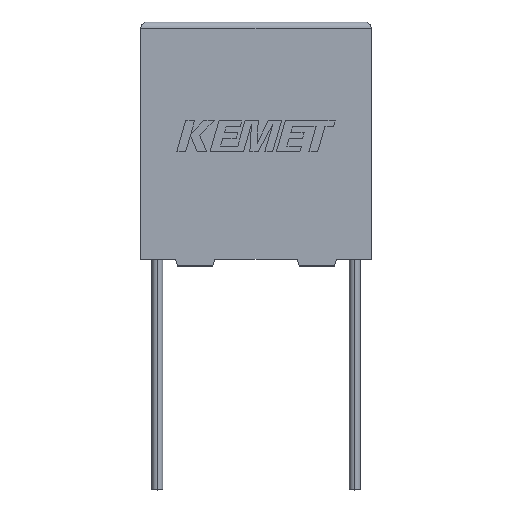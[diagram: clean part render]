
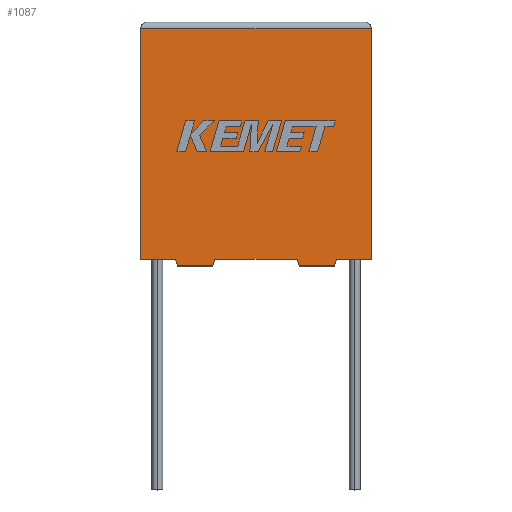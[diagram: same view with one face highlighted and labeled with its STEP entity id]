
A CAD part, top view. The second image highlights one B-rep face of the part: STEP entity #1087.
In plain terms, the highlighted planar face has unit normal (0, 0, 1).
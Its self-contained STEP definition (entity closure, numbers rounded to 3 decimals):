
#9 = LINE ( 'NONE', #1801, #2595 ) ;
#21 = AXIS2_PLACEMENT_3D ( 'NONE', #1308, #3079, #2339 ) ;
#87 = EDGE_CURVE ( 'NONE', #606, #435, #1572, .T. ) ;
#137 = CARTESIAN_POINT ( 'NONE',  ( 11.873, 0., 10.5 ) ) ;
#150 = DIRECTION ( 'NONE',  ( -0.287, -0.958, 0. ) ) ;
#220 = EDGE_CURVE ( 'NONE', #2954, #1763, #1117, .T. ) ;
#231 = EDGE_CURVE ( 'NONE', #3172, #1958, #2756, .T. ) ;
#248 = ORIENTED_EDGE ( 'NONE', *, *, #1807, .T. ) ;
#344 = DIRECTION ( 'NONE',  ( -1., 0., 0. ) ) ;
#374 = EDGE_CURVE ( 'NONE', #435, #2289, #9, .T. ) ;
#388 = CARTESIAN_POINT ( 'NONE',  ( 14.7, -0.5, 10.5 ) ) ;
#435 = VERTEX_POINT ( 'NONE', #3041 ) ;
#541 = VECTOR ( 'NONE', #344, 1000. ) ;
#558 = VECTOR ( 'NONE', #1987, 1000. ) ;
#602 = CARTESIAN_POINT ( 'NONE',  ( 14.7, -0.5, 10.5 ) ) ;
#606 = VERTEX_POINT ( 'NONE', #388 ) ;
#622 = LINE ( 'NONE', #3147, #704 ) ;
#627 = VECTOR ( 'NONE', #1095, 1000. ) ;
#635 = VERTEX_POINT ( 'NONE', #3141 ) ;
#643 = CARTESIAN_POINT ( 'NONE',  ( 17.5, 0., 10.5 ) ) ;
#678 = EDGE_CURVE ( 'NONE', #1763, #2556, #1685, .T. ) ;
#704 = VECTOR ( 'NONE', #1648, 1000. ) ;
#709 = DIRECTION ( 'NONE',  ( 0., -1., 0. ) ) ;
#715 = EDGE_CURVE ( 'NONE', #2954, #606, #2037, .T. ) ;
#745 = VECTOR ( 'NONE', #2374, 1000. ) ;
#761 = EDGE_CURVE ( 'NONE', #2514, #2751, #1830, .T. ) ;
#876 = DIRECTION ( 'NONE',  ( -1., 0., 0. ) ) ;
#885 = ORIENTED_EDGE ( 'NONE', *, *, #87, .F. ) ;
#906 = CARTESIAN_POINT ( 'NONE',  ( 0., 0., 10.5 ) ) ;
#914 = CARTESIAN_POINT ( 'NONE',  ( 17.5, 0., 10.5 ) ) ;
#930 = CARTESIAN_POINT ( 'NONE',  ( 2.8, -0.5, 10.5 ) ) ;
#1037 = VECTOR ( 'NONE', #1390, 1000. ) ;
#1087 = ADVANCED_FACE ( 'NONE', ( #2033 ), #2806, .F. ) ;
#1095 = DIRECTION ( 'NONE',  ( 1., 0., 0. ) ) ;
#1117 = LINE ( 'NONE', #906, #1650 ) ;
#1165 = CARTESIAN_POINT ( 'NONE',  ( 0., 0., 10.5 ) ) ;
#1173 = CARTESIAN_POINT ( 'NONE',  ( 14.85, 0., 10.5 ) ) ;
#1176 = EDGE_CURVE ( 'NONE', #2556, #2514, #2269, .T. ) ;
#1256 = CARTESIAN_POINT ( 'NONE',  ( 2.65, 0., 10.5 ) ) ;
#1308 = CARTESIAN_POINT ( 'NONE',  ( 0., 0., 10.5 ) ) ;
#1390 = DIRECTION ( 'NONE',  ( 0., 1., 0. ) ) ;
#1393 = VECTOR ( 'NONE', #3012, 1000. ) ;
#1471 = ORIENTED_EDGE ( 'NONE', *, *, #374, .F. ) ;
#1540 = EDGE_CURVE ( 'NONE', #2751, #3172, #3009, .T. ) ;
#1572 = LINE ( 'NONE', #602, #3179 ) ;
#1597 = ORIENTED_EDGE ( 'NONE', *, *, #1176, .T. ) ;
#1603 = ORIENTED_EDGE ( 'NONE', *, *, #231, .T. ) ;
#1607 = EDGE_CURVE ( 'NONE', #2279, #635, #2032, .T. ) ;
#1648 = DIRECTION ( 'NONE',  ( 1., 0., 0. ) ) ;
#1650 = VECTOR ( 'NONE', #2241, 1000. ) ;
#1685 = LINE ( 'NONE', #643, #1037 ) ;
#1688 = ORIENTED_EDGE ( 'NONE', *, *, #220, .T. ) ;
#1746 = CARTESIAN_POINT ( 'NONE',  ( 2.65, 0., 10.5 ) ) ;
#1747 = CARTESIAN_POINT ( 'NONE',  ( 2.8, -0.5, 10.5 ) ) ;
#1763 = VERTEX_POINT ( 'NONE', #914 ) ;
#1801 = CARTESIAN_POINT ( 'NONE',  ( 12.023, -0.5, 10.5 ) ) ;
#1804 = ORIENTED_EDGE ( 'NONE', *, *, #1607, .T. ) ;
#1807 = EDGE_CURVE ( 'NONE', #635, #2289, #622, .T. ) ;
#1830 = LINE ( 'NONE', #2725, #2627 ) ;
#1872 = CARTESIAN_POINT ( 'NONE',  ( 5.478, -0.5, 10.5 ) ) ;
#1877 = ORIENTED_EDGE ( 'NONE', *, *, #1540, .T. ) ;
#1887 = ORIENTED_EDGE ( 'NONE', *, *, #715, .F. ) ;
#1958 = VERTEX_POINT ( 'NONE', #930 ) ;
#1981 = CARTESIAN_POINT ( 'NONE',  ( 14.85, 0., 10.5 ) ) ;
#1987 = DIRECTION ( 'NONE',  ( 0.287, -0.958, 0. ) ) ;
#2011 = ORIENTED_EDGE ( 'NONE', *, *, #678, .T. ) ;
#2032 = LINE ( 'NONE', #1872, #745 ) ;
#2033 = FACE_OUTER_BOUND ( 'NONE', #2641, .T. ) ;
#2037 = LINE ( 'NONE', #1173, #3089 ) ;
#2041 = CARTESIAN_POINT ( 'NONE',  ( 17.5, 17.5, 10.5 ) ) ;
#2063 = CARTESIAN_POINT ( 'NONE',  ( 0., 0., 10.5 ) ) ;
#2129 = ORIENTED_EDGE ( 'NONE', *, *, #761, .T. ) ;
#2241 = DIRECTION ( 'NONE',  ( 1., 0., 0. ) ) ;
#2269 = LINE ( 'NONE', #3045, #541 ) ;
#2279 = VERTEX_POINT ( 'NONE', #3137 ) ;
#2289 = VERTEX_POINT ( 'NONE', #137 ) ;
#2302 = DIRECTION ( 'NONE',  ( -0.287, 0.958, 0. ) ) ;
#2339 = DIRECTION ( 'NONE',  ( -1., 0., 0. ) ) ;
#2374 = DIRECTION ( 'NONE',  ( 0.287, 0.958, 0. ) ) ;
#2507 = CARTESIAN_POINT ( 'NONE',  ( 0., 17.5, 10.5 ) ) ;
#2514 = VERTEX_POINT ( 'NONE', #2507 ) ;
#2536 = LINE ( 'NONE', #1747, #1393 ) ;
#2539 = EDGE_CURVE ( 'NONE', #1958, #2279, #2536, .T. ) ;
#2556 = VERTEX_POINT ( 'NONE', #2041 ) ;
#2595 = VECTOR ( 'NONE', #2302, 1000. ) ;
#2627 = VECTOR ( 'NONE', #709, 1000. ) ;
#2641 = EDGE_LOOP ( 'NONE', ( #2011, #1597, #2129, #1877, #1603, #3091, #1804, #248, #1471, #885, #1887, #1688 ) ) ;
#2725 = CARTESIAN_POINT ( 'NONE',  ( 0., 0., 10.5 ) ) ;
#2751 = VERTEX_POINT ( 'NONE', #1165 ) ;
#2756 = LINE ( 'NONE', #1256, #558 ) ;
#2806 = PLANE ( 'NONE',  #21 ) ;
#2954 = VERTEX_POINT ( 'NONE', #1981 ) ;
#3009 = LINE ( 'NONE', #2063, #627 ) ;
#3012 = DIRECTION ( 'NONE',  ( 1., 0., 0. ) ) ;
#3041 = CARTESIAN_POINT ( 'NONE',  ( 12.023, -0.5, 10.5 ) ) ;
#3045 = CARTESIAN_POINT ( 'NONE',  ( 0., 17.5, 10.5 ) ) ;
#3079 = DIRECTION ( 'NONE',  ( 0., 0., -1. ) ) ;
#3089 = VECTOR ( 'NONE', #150, 1000. ) ;
#3091 = ORIENTED_EDGE ( 'NONE', *, *, #2539, .T. ) ;
#3137 = CARTESIAN_POINT ( 'NONE',  ( 5.478, -0.5, 10.5 ) ) ;
#3141 = CARTESIAN_POINT ( 'NONE',  ( 5.628, 0., 10.5 ) ) ;
#3147 = CARTESIAN_POINT ( 'NONE',  ( 0., 0., 10.5 ) ) ;
#3172 = VERTEX_POINT ( 'NONE', #1746 ) ;
#3179 = VECTOR ( 'NONE', #876, 1000. ) ;
